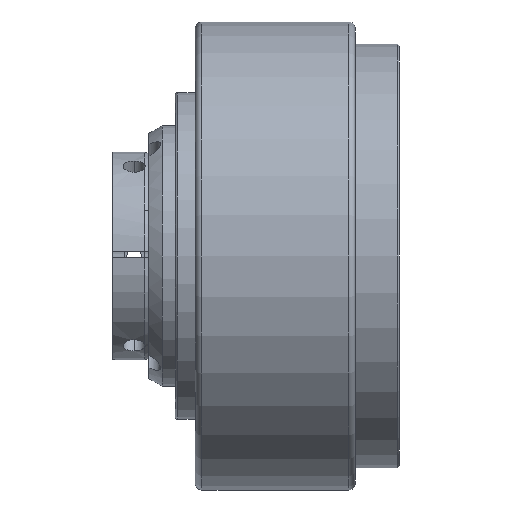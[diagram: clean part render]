
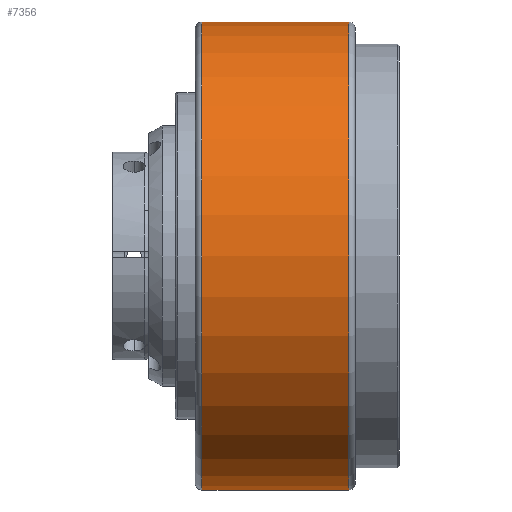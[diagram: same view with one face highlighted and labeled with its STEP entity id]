
A CAD part, left-side view. The second image highlights one B-rep face of the part: STEP entity #7356.
In plain terms, the highlighted cylindrical face has radius 106 mm (diameter 212 mm), a partial arc.
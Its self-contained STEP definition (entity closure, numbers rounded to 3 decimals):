
#1601 = VERTEX_POINT ( 'NONE', #23264 ) ;
#3039 = EDGE_CURVE ( 'NONE', #11085, #1601, #28342, .T. ) ;
#3248 = ORIENTED_EDGE ( 'NONE', *, *, #13038, .T. ) ;
#4274 = CARTESIAN_POINT ( 'NONE',  ( 54.019, 43.31, 69.642 ) ) ;
#4481 = DIRECTION ( 'NONE',  ( 0., -1., 0. ) ) ;
#6096 = CARTESIAN_POINT ( 'NONE',  ( 54.019, 135.973, 281.642 ) ) ;
#6644 = CARTESIAN_POINT ( 'NONE',  ( 54.019, 43.31, 175.642 ) ) ;
#7259 = CYLINDRICAL_SURFACE ( 'NONE', #36920, 106. ) ;
#7356 = ADVANCED_FACE ( 'NONE', ( #36139 ), #7259, .T. ) ;
#8237 = CARTESIAN_POINT ( 'NONE',  ( 54.019, 69.473, 281.642 ) ) ;
#9775 = EDGE_LOOP ( 'NONE', ( #3248, #10557, #35730, #39468 ) ) ;
#10557 = ORIENTED_EDGE ( 'NONE', *, *, #27896, .T. ) ;
#10811 = EDGE_CURVE ( 'NONE', #11085, #20528, #21827, .T. ) ;
#11085 = VERTEX_POINT ( 'NONE', #6096 ) ;
#11258 = CARTESIAN_POINT ( 'NONE',  ( 54.019, 69.473, 175.642 ) ) ;
#12852 = VERTEX_POINT ( 'NONE', #23585 ) ;
#13038 = EDGE_CURVE ( 'NONE', #1601, #12852, #38533, .T. ) ;
#20151 = DIRECTION ( 'NONE',  ( 0., 0., -1. ) ) ;
#20191 = AXIS2_PLACEMENT_3D ( 'NONE', #11258, #39521, #27048 ) ;
#20528 = VERTEX_POINT ( 'NONE', #8237 ) ;
#21827 = LINE ( 'NONE', #25181, #31973 ) ;
#23264 = CARTESIAN_POINT ( 'NONE',  ( 54.019, 135.973, 69.642 ) ) ;
#23585 = CARTESIAN_POINT ( 'NONE',  ( 54.019, 69.473, 69.642 ) ) ;
#25181 = CARTESIAN_POINT ( 'NONE',  ( 54.019, 43.31, 281.642 ) ) ;
#25881 = DIRECTION ( 'NONE',  ( 0., -1., 0. ) ) ;
#27048 = DIRECTION ( 'NONE',  ( 0., 0., 1. ) ) ;
#27702 = DIRECTION ( 'NONE',  ( 0., -1., 0. ) ) ;
#27896 = EDGE_CURVE ( 'NONE', #12852, #20528, #37010, .T. ) ;
#28342 = CIRCLE ( 'NONE', #40500, 106. ) ;
#29375 = VECTOR ( 'NONE', #4481, 1000. ) ;
#31973 = VECTOR ( 'NONE', #27702, 1000. ) ;
#32337 = DIRECTION ( 'NONE',  ( 0., -1., 0. ) ) ;
#35730 = ORIENTED_EDGE ( 'NONE', *, *, #10811, .F. ) ;
#36139 = FACE_OUTER_BOUND ( 'NONE', #9775, .T. ) ;
#36182 = CARTESIAN_POINT ( 'NONE',  ( 54.019, 135.973, 175.642 ) ) ;
#36920 = AXIS2_PLACEMENT_3D ( 'NONE', #6644, #32337, #20151 ) ;
#37010 = CIRCLE ( 'NONE', #20191, 106. ) ;
#38533 = LINE ( 'NONE', #4274, #29375 ) ;
#39468 = ORIENTED_EDGE ( 'NONE', *, *, #3039, .T. ) ;
#39521 = DIRECTION ( 'NONE',  ( 0., 1., 0. ) ) ;
#39570 = DIRECTION ( 'NONE',  ( 0., 0., -1. ) ) ;
#40500 = AXIS2_PLACEMENT_3D ( 'NONE', #36182, #25881, #39570 ) ;
